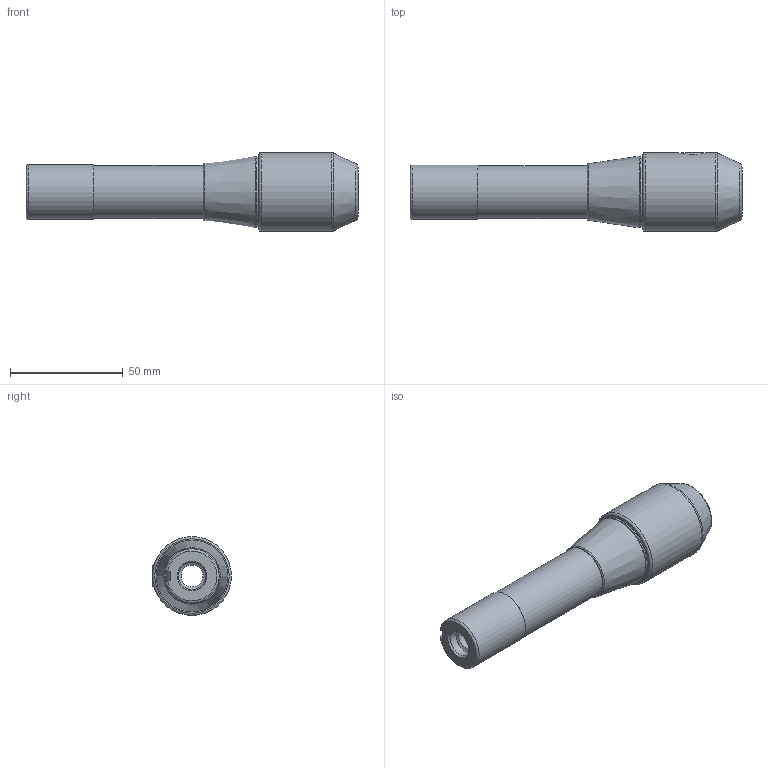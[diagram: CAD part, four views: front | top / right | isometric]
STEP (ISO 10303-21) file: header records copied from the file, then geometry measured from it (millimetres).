
FILE_DESCRIPTION(/* description */ (''),/* implementation_level */ '2;1');
FILE_NAME(/* name */ 'R8-SLA12.7.stp',/* time_stamp */ '2024-06-11T10:56:46+08:00',/* author */ ('Administrator'),/* organization */ (''),/* preprocessor_version */ 'ST-DEVELOPER v20',/* originating_system */ 'Autodesk Inventor 2025',/* authorisation */ '');
FILE_SCHEMA (('AUTOMOTIVE_DESIGN { 1 0 10303 214 3 1 1 }'));
Length unit declared in the file: millimetre
Products named in the file (3): R8-SLA12.7; R8-SLA12.7_1; ANSI B18.3 - 7/16 - 20 - 7/16, TBHSSSCPI
Assembly tree (2 placements, depth 2):
  R8-SLA12.7
    R8-SLA12.7_1
    ANSI B18.3 - 7/16 - 20 - 7/16, TBHSSSCPI
Bounding box: 147.2 x 35 x 35 mm (x, y, z)
Volume: 75101.5 mm3; surface area: 19878.5 mm2
Topology: 2 solids, 2 shells, 52 faces, 122 edges, 76 vertices
Faces by surface type: plane 22, cone 12, cylinder 11, torus 7
Full cylindrical faces by diameter (mm): 9.728 x2, 11.112 x1, 12 x1, 12.7 x1, 13.7 x1, 23.5 x1, 31.15 x1, 35 x1
Entity records: 1737 total; most frequent: CARTESIAN_POINT 357, DIRECTION 289, ORIENTED_EDGE 240, EDGE_CURVE 120, AXIS2_PLACEMENT_3D 119, VERTEX_POINT 76, CIRCLE 62, EDGE_LOOP 60
